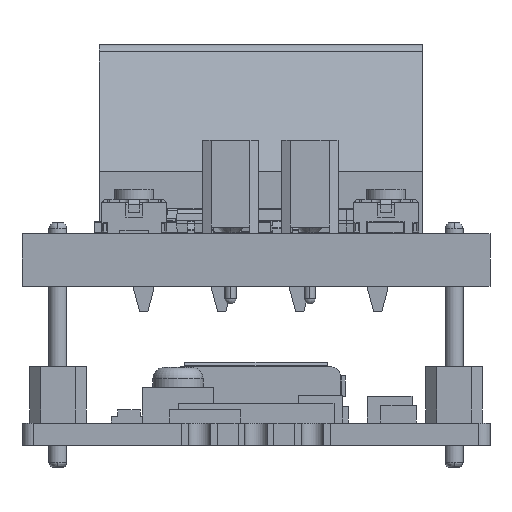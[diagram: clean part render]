
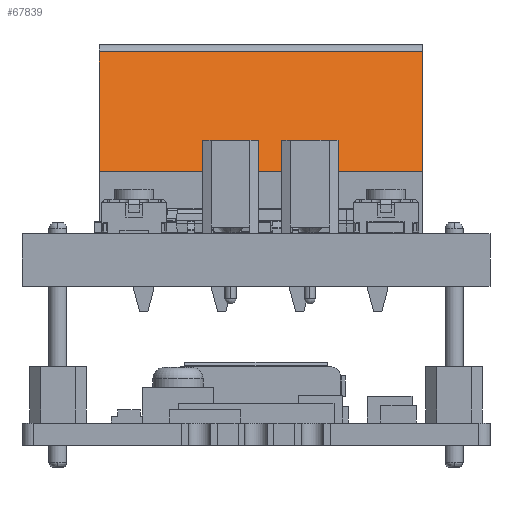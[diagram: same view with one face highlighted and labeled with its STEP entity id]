
A CAD part, front view. The second image highlights one B-rep face of the part: STEP entity #67839.
In plain terms, the highlighted face is planar.
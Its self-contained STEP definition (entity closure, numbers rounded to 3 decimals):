
#67471 = VERTEX_POINT('',#67472);
#67472 = CARTESIAN_POINT('',(-29.393,28.976,-2.));
#67479 = EDGE_CURVE('',#67480,#67471,#67482,.T.);
#67480 = VERTEX_POINT('',#67481);
#67481 = CARTESIAN_POINT('',(-27.655,23.628,-2.));
#67482 = LINE('',#67483,#67484);
#67483 = CARTESIAN_POINT('',(-27.655,23.628,-2.));
#67484 = VECTOR('',#67485,1.);
#67485 = DIRECTION('',(-0.309,0.951,0.));
#67574 = EDGE_CURVE('',#67480,#67575,#67577,.T.);
#67575 = VERTEX_POINT('',#67576);
#67576 = CARTESIAN_POINT('',(-27.655,23.628,12.5));
#67577 = LINE('',#67578,#67579);
#67578 = CARTESIAN_POINT('',(-27.655,23.628,0.));
#67579 = VECTOR('',#67580,1.);
#67580 = DIRECTION('',(0.,0.,1.));
#67839 = ADVANCED_FACE('',(#67840),#67858,.T.);
#67840 = FACE_BOUND('',#67841,.T.);
#67841 = EDGE_LOOP('',(#67842,#67843,#67844,#67852));
#67842 = ORIENTED_EDGE('',*,*,#67574,.F.);
#67843 = ORIENTED_EDGE('',*,*,#67479,.T.);
#67844 = ORIENTED_EDGE('',*,*,#67845,.T.);
#67845 = EDGE_CURVE('',#67471,#67846,#67848,.T.);
#67846 = VERTEX_POINT('',#67847);
#67847 = CARTESIAN_POINT('',(-29.393,28.976,12.5));
#67848 = LINE('',#67849,#67850);
#67849 = CARTESIAN_POINT('',(-29.393,28.976,0.));
#67850 = VECTOR('',#67851,1.);
#67851 = DIRECTION('',(0.,0.,1.));
#67852 = ORIENTED_EDGE('',*,*,#67853,.F.);
#67853 = EDGE_CURVE('',#67575,#67846,#67854,.T.);
#67854 = LINE('',#67855,#67856);
#67855 = CARTESIAN_POINT('',(-27.655,23.628,12.5));
#67856 = VECTOR('',#67857,1.);
#67857 = DIRECTION('',(-0.309,0.951,0.));
#67858 = PLANE('',#67859);
#67859 = AXIS2_PLACEMENT_3D('',#67860,#67861,#67862);
#67860 = CARTESIAN_POINT('',(-27.655,23.628,0.));
#67861 = DIRECTION('',(0.951,0.309,0.));
#67862 = DIRECTION('',(0.309,-0.951,0.));
